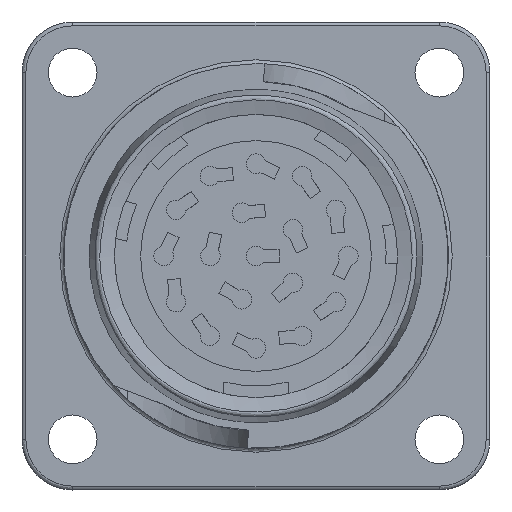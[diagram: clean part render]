
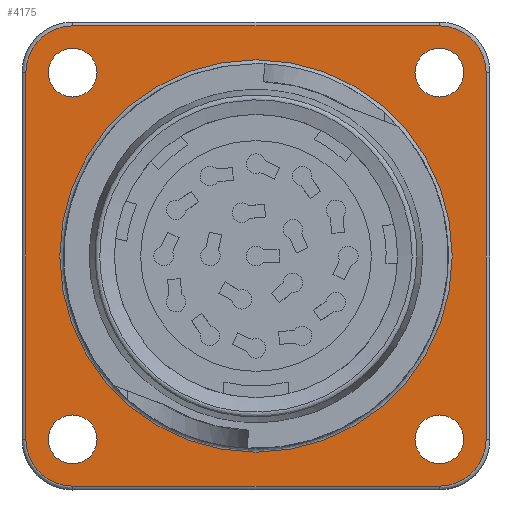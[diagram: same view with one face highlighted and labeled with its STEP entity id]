
A CAD part, front view. The second image highlights one B-rep face of the part: STEP entity #4175.
In plain terms, the highlighted planar face has unit normal (0, -1, 0).
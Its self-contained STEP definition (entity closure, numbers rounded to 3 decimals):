
#3277=FACE_BOUND('',#5450,.T.);
#3278=FACE_BOUND('',#5451,.T.);
#3279=FACE_BOUND('',#5452,.T.);
#3280=FACE_BOUND('',#5453,.T.);
#3281=FACE_BOUND('',#5454,.T.);
#3282=FACE_BOUND('',#5455,.T.);
#3651=CIRCLE('',#12496,1.9);
#3653=CIRCLE('',#12499,1.9);
#3655=CIRCLE('',#12502,1.9);
#3657=CIRCLE('',#12505,1.9);
#3713=CIRCLE('',#12618,3.65);
#3716=CIRCLE('',#12622,3.65);
#3719=CIRCLE('',#12626,3.65);
#3721=CIRCLE('',#12629,3.65);
#3722=CIRCLE('',#12630,15.3);
#4175=ADVANCED_FACE('',(#3277,#3278,#3279,#3280,#3281,#3282),#4534,.T.);
#4534=PLANE('',#12631);
#5450=EDGE_LOOP('',(#7448));
#5451=EDGE_LOOP('',(#7449));
#5452=EDGE_LOOP('',(#7450));
#5453=EDGE_LOOP('',(#7451));
#5454=EDGE_LOOP('',(#7452));
#5455=EDGE_LOOP('',(#7453,#7454,#7455,#7456,#7457,#7458,#7459,#7460));
#7448=ORIENTED_EDGE('',*,*,#9852,.T.);
#7449=ORIENTED_EDGE('',*,*,#9854,.T.);
#7450=ORIENTED_EDGE('',*,*,#9856,.T.);
#7451=ORIENTED_EDGE('',*,*,#9858,.T.);
#7452=ORIENTED_EDGE('',*,*,#10026,.T.);
#7453=ORIENTED_EDGE('',*,*,#10025,.T.);
#7454=ORIENTED_EDGE('',*,*,#10012,.T.);
#7455=ORIENTED_EDGE('',*,*,#10014,.T.);
#7456=ORIENTED_EDGE('',*,*,#10016,.T.);
#7457=ORIENTED_EDGE('',*,*,#10018,.T.);
#7458=ORIENTED_EDGE('',*,*,#10020,.T.);
#7459=ORIENTED_EDGE('',*,*,#10022,.T.);
#7460=ORIENTED_EDGE('',*,*,#10024,.T.);
#8728=VERTEX_POINT('',#17122);
#8730=VERTEX_POINT('',#17127);
#8732=VERTEX_POINT('',#17132);
#8734=VERTEX_POINT('',#17137);
#8829=VERTEX_POINT('',#17518);
#8830=VERTEX_POINT('',#17520);
#8831=VERTEX_POINT('',#17524);
#8832=VERTEX_POINT('',#17552);
#8833=VERTEX_POINT('',#17556);
#8834=VERTEX_POINT('',#17584);
#8835=VERTEX_POINT('',#17588);
#8836=VERTEX_POINT('',#17616);
#8837=VERTEX_POINT('',#17646);
#9852=EDGE_CURVE('',#8728,#8728,#3651,.T.);
#9854=EDGE_CURVE('',#8730,#8730,#3653,.T.);
#9856=EDGE_CURVE('',#8732,#8732,#3655,.T.);
#9858=EDGE_CURVE('',#8734,#8734,#3657,.T.);
#10012=EDGE_CURVE('',#8829,#8830,#11014,.T.);
#10014=EDGE_CURVE('',#8830,#8831,#3713,.T.);
#10016=EDGE_CURVE('',#8831,#8832,#11015,.T.);
#10018=EDGE_CURVE('',#8832,#8833,#3716,.T.);
#10020=EDGE_CURVE('',#8833,#8834,#11016,.T.);
#10022=EDGE_CURVE('',#8834,#8835,#3719,.T.);
#10024=EDGE_CURVE('',#8835,#8836,#11017,.T.);
#10025=EDGE_CURVE('',#8836,#8829,#3721,.T.);
#10026=EDGE_CURVE('',#8837,#8837,#3722,.T.);
#11014=LINE('',#17521,#11857);
#11015=LINE('',#17553,#11858);
#11016=LINE('',#17585,#11859);
#11017=LINE('',#17617,#11860);
#11857=VECTOR('',#14622,1.);
#11858=VECTOR('',#14631,1.);
#11859=VECTOR('',#14640,1.);
#11860=VECTOR('',#14649,1.);
#12496=AXIS2_PLACEMENT_3D('',#17121,#14298,#14299);
#12499=AXIS2_PLACEMENT_3D('',#17126,#14304,#14305);
#12502=AXIS2_PLACEMENT_3D('',#17131,#14310,#14311);
#12505=AXIS2_PLACEMENT_3D('',#17136,#14316,#14317);
#12618=AXIS2_PLACEMENT_3D('',#17525,#14627,#14628);
#12622=AXIS2_PLACEMENT_3D('',#17557,#14636,#14637);
#12626=AXIS2_PLACEMENT_3D('',#17589,#14645,#14646);
#12629=AXIS2_PLACEMENT_3D('',#17619,#14652,#14653);
#12630=AXIS2_PLACEMENT_3D('',#17645,#14654,#14655);
#12631=AXIS2_PLACEMENT_3D('',#17647,#14656,#14657);
#14298=DIRECTION('',(0.,1.,0.));
#14299=DIRECTION('',(0.,0.,1.));
#14304=DIRECTION('',(0.,1.,0.));
#14305=DIRECTION('',(0.,0.,1.));
#14310=DIRECTION('',(0.,1.,0.));
#14311=DIRECTION('',(0.,0.,1.));
#14316=DIRECTION('',(0.,1.,0.));
#14317=DIRECTION('',(0.,0.,1.));
#14622=DIRECTION('',(0.,0.,-1.));
#14627=DIRECTION('',(0.,-1.,0.));
#14628=DIRECTION('',(-1.,0.,0.));
#14631=DIRECTION('',(1.,0.,0.));
#14636=DIRECTION('',(0.,-1.,0.));
#14637=DIRECTION('',(0.,0.,-1.));
#14640=DIRECTION('',(0.,0.,1.));
#14645=DIRECTION('',(0.,-1.,0.));
#14646=DIRECTION('',(1.,0.,0.));
#14649=DIRECTION('',(-1.,0.,0.));
#14652=DIRECTION('',(0.,-1.,0.));
#14653=DIRECTION('',(0.,0.,1.));
#14654=DIRECTION('',(0.,1.,0.));
#14655=DIRECTION('',(0.,0.,1.));
#14656=DIRECTION('',(0.,-1.,0.));
#14657=DIRECTION('',(0.,0.,1.));
#17121=CARTESIAN_POINT('',(9.45,19.518,14.3));
#17122=CARTESIAN_POINT('',(9.45,19.518,16.2));
#17126=CARTESIAN_POINT('',(9.45,19.518,-14.3));
#17127=CARTESIAN_POINT('',(9.45,19.518,-12.4));
#17131=CARTESIAN_POINT('',(-19.15,19.518,-14.3));
#17132=CARTESIAN_POINT('',(-19.15,19.518,-12.4));
#17136=CARTESIAN_POINT('',(-19.15,19.518,14.3));
#17137=CARTESIAN_POINT('',(-19.15,19.518,16.2));
#17518=CARTESIAN_POINT('',(-22.8,19.518,14.3));
#17520=CARTESIAN_POINT('',(-22.8,19.518,-14.3));
#17521=CARTESIAN_POINT('',(-22.8,19.518,14.3));
#17524=CARTESIAN_POINT('',(-19.15,19.518,-17.95));
#17525=CARTESIAN_POINT('',(-19.15,19.518,-14.3));
#17552=CARTESIAN_POINT('',(9.45,19.518,-17.95));
#17553=CARTESIAN_POINT('',(-19.15,19.518,-17.95));
#17556=CARTESIAN_POINT('',(13.1,19.518,-14.3));
#17557=CARTESIAN_POINT('',(9.45,19.518,-14.3));
#17584=CARTESIAN_POINT('',(13.1,19.518,14.3));
#17585=CARTESIAN_POINT('',(13.1,19.518,-14.3));
#17588=CARTESIAN_POINT('',(9.45,19.518,17.95));
#17589=CARTESIAN_POINT('',(9.45,19.518,14.3));
#17616=CARTESIAN_POINT('',(-19.15,19.518,17.95));
#17617=CARTESIAN_POINT('',(9.45,19.518,17.95));
#17619=CARTESIAN_POINT('',(-19.15,19.518,14.3));
#17645=CARTESIAN_POINT('',(-4.85,19.518,0.));
#17646=CARTESIAN_POINT('',(-4.85,19.518,15.3));
#17647=CARTESIAN_POINT('',(14.413,19.518,-19.262));
